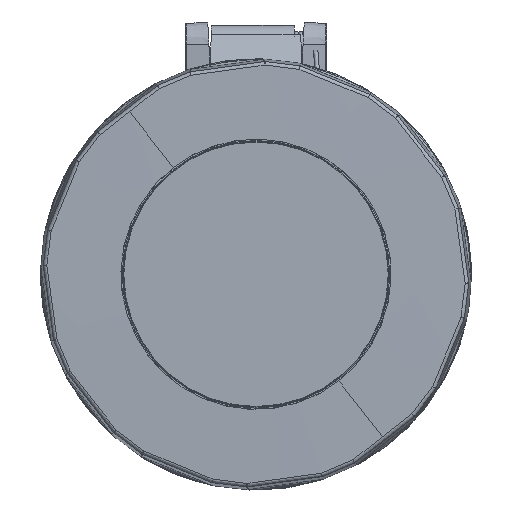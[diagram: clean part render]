
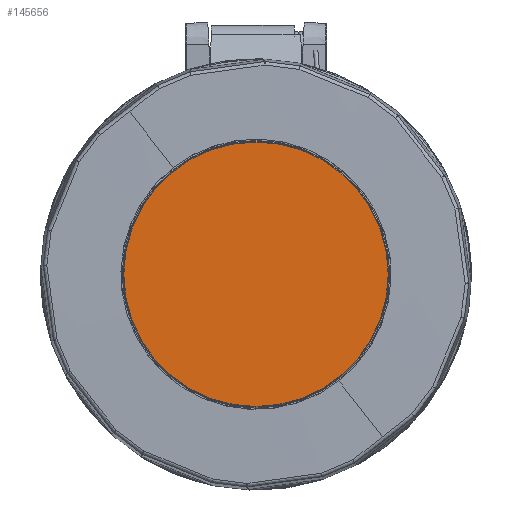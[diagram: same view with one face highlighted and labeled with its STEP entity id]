
A CAD part, top view. The second image highlights one B-rep face of the part: STEP entity #145656.
In plain terms, the highlighted planar face has unit normal (0, 0, 1).
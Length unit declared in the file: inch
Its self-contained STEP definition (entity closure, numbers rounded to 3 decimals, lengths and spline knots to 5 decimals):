
#3668 = DIRECTION ( 'NONE',  ( 0., -1., 0. ) ) ;
#8874 = AXIS2_PLACEMENT_3D ( 'NONE', #253295, #153332, #175238 ) ;
#27124 = PLANE ( 'NONE',  #32647 ) ;
#31251 = CARTESIAN_POINT ( 'NONE',  ( 0., 1.27164, 5.05367 ) ) ;
#32647 = AXIS2_PLACEMENT_3D ( 'NONE', #209379, #85816, #226095 ) ;
#70980 = VERTEX_POINT ( 'NONE', #31251 ) ;
#85816 = DIRECTION ( 'NONE',  ( 0., 0., 1. ) ) ;
#102693 = CARTESIAN_POINT ( 'NONE',  ( 0., -0.00233, 5.05367 ) ) ;
#106915 = ORIENTED_EDGE ( 'NONE', *, *, #244722, .T. ) ;
#113686 = EDGE_LOOP ( 'NONE', ( #106915, #135360 ) ) ;
#121164 = CIRCLE ( 'NONE', #8874, 1.27397 ) ;
#135360 = ORIENTED_EDGE ( 'NONE', *, *, #156669, .T. ) ;
#145656 = ADVANCED_FACE ( 'NONE', ( #198370 ), #27124, .T. ) ;
#153332 = DIRECTION ( 'NONE',  ( 0., 0., 1. ) ) ;
#153534 = CARTESIAN_POINT ( 'NONE',  ( 0., -1.2763, 5.05367 ) ) ;
#156669 = EDGE_CURVE ( 'NONE', #70980, #257520, #168103, .T. ) ;
#162362 = DIRECTION ( 'NONE',  ( 0., 0., 1. ) ) ;
#168103 = CIRCLE ( 'NONE', #177634, 1.27397 ) ;
#175238 = DIRECTION ( 'NONE',  ( 0., -1., 0. ) ) ;
#177634 = AXIS2_PLACEMENT_3D ( 'NONE', #102693, #162362, #3668 ) ;
#198370 = FACE_OUTER_BOUND ( 'NONE', #113686, .T. ) ;
#209379 = CARTESIAN_POINT ( 'NONE',  ( 0., -0.00233, 5.05367 ) ) ;
#226095 = DIRECTION ( 'NONE',  ( 0., -1., 0. ) ) ;
#244722 = EDGE_CURVE ( 'NONE', #257520, #70980, #121164, .T. ) ;
#253295 = CARTESIAN_POINT ( 'NONE',  ( 0., -0.00233, 5.05367 ) ) ;
#257520 = VERTEX_POINT ( 'NONE', #153534 ) ;
